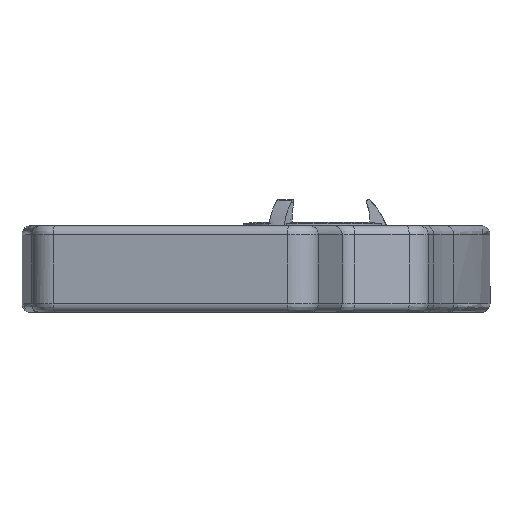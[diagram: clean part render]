
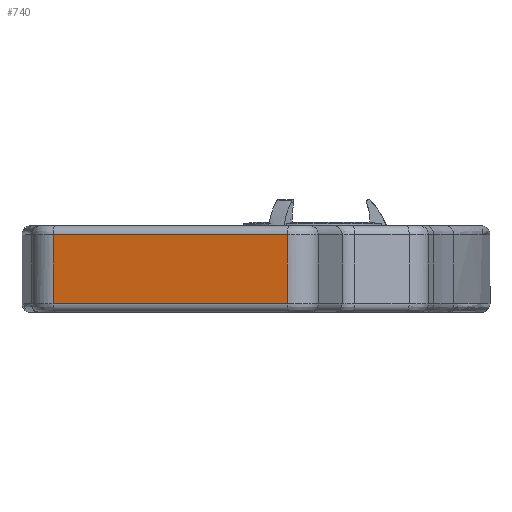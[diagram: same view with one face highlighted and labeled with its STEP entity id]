
A CAD part, left-side view. The second image highlights one B-rep face of the part: STEP entity #740.
In plain terms, the highlighted planar face has unit normal (-0.985, 0.174, 0).
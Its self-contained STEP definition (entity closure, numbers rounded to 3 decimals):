
#740=ADVANCED_FACE('',(#1716),#15631,.T.);
#1716=FACE_OUTER_BOUND('',#2687,.T.);
#2687=EDGE_LOOP('',(#7084,#7085,#7086,#7087));
#7084=ORIENTED_EDGE('',*,*,#10304,.T.);
#7085=ORIENTED_EDGE('',*,*,#10206,.T.);
#7086=ORIENTED_EDGE('',*,*,#10305,.F.);
#7087=ORIENTED_EDGE('',*,*,#10203,.T.);
#10203=EDGE_CURVE('',#14715,#14712,#12382,.T.);
#10206=EDGE_CURVE('',#14713,#14716,#12383,.T.);
#10304=EDGE_CURVE('',#14712,#14713,#12399,.T.);
#10305=EDGE_CURVE('',#14715,#14716,#13057,.T.);
#12382=B_SPLINE_CURVE_WITH_KNOTS('',1,(#28589,#28590),.UNSPECIFIED.,.F.,
 .F.,(2,2),(0.,53.74),.UNSPECIFIED.);
#12383=B_SPLINE_CURVE_WITH_KNOTS('',1,(#28596,#28597),.UNSPECIFIED.,.F.,
 .F.,(2,2),(0.,53.74),.UNSPECIFIED.);
#12399=B_SPLINE_CURVE_WITH_KNOTS('',1,(#28875,#28876),.UNSPECIFIED.,.F.,
 .F.,(2,2),(0.,15.6),.UNSPECIFIED.);
#13057=(
BOUNDED_CURVE()
B_SPLINE_CURVE(1,(#28877,#28878),.UNSPECIFIED.,.F.,.F.)
B_SPLINE_CURVE_WITH_KNOTS((2,2),(0.,15.6),.UNSPECIFIED.)
CURVE()
GEOMETRIC_REPRESENTATION_ITEM()
RATIONAL_B_SPLINE_CURVE((1.,1.))
REPRESENTATION_ITEM('')
);
#14712=VERTEX_POINT('',#23124);
#14713=VERTEX_POINT('',#23125);
#14715=VERTEX_POINT('',#23127);
#14716=VERTEX_POINT('',#23128);
#15631=PLANE('',#16500);
#16500=AXIS2_PLACEMENT_3D('',#19189,#17321,$);
#17321=DIRECTION('',(-0.985,0.174,0.));
#19189=CARTESIAN_POINT('',(-106.764,63.97,1.463));
#23124=CARTESIAN_POINT('',(-107.699,58.664,18.635));
#23125=CARTESIAN_POINT('',(-107.699,58.664,3.035));
#23127=CARTESIAN_POINT('',(-117.031,5.741,18.635));
#23128=CARTESIAN_POINT('',(-117.031,5.741,3.035));
#28589=CARTESIAN_POINT('',(-117.031,5.741,18.635));
#28590=CARTESIAN_POINT('',(-107.699,58.664,18.635));
#28596=CARTESIAN_POINT('',(-107.699,58.664,3.035));
#28597=CARTESIAN_POINT('',(-117.031,5.741,3.035));
#28875=CARTESIAN_POINT('',(-107.699,58.664,18.635));
#28876=CARTESIAN_POINT('',(-107.699,58.664,3.035));
#28877=CARTESIAN_POINT('',(-117.031,5.741,18.635));
#28878=CARTESIAN_POINT('',(-117.031,5.741,3.035));
